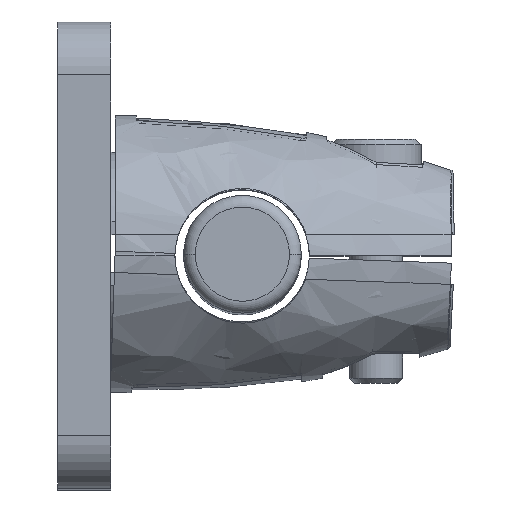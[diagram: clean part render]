
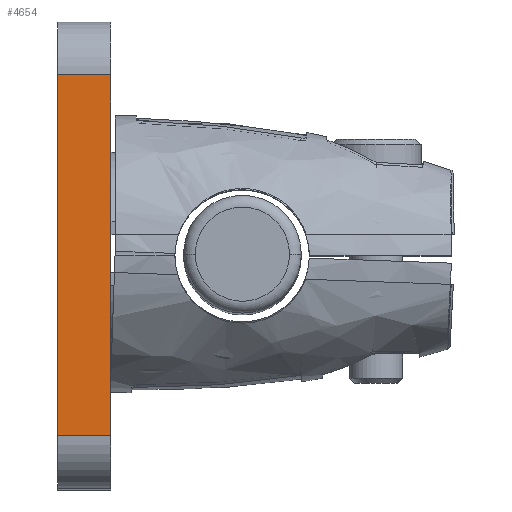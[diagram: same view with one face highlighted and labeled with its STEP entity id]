
A CAD part, top view. The second image highlights one B-rep face of the part: STEP entity #4654.
In plain terms, the highlighted planar face has unit normal (0, 0, 1).
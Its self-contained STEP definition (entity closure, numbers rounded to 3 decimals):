
#3588=DIRECTION('',(0.,-1.,0.));
#3589=VECTOR('',#3588,34.);
#3590=CARTESIAN_POINT('',(0.,-5.,38.15));
#3591=LINE('',#3590,#3589);
#3751=DIRECTION('',(0.,-1.,0.));
#3752=VECTOR('',#3751,34.);
#3753=CARTESIAN_POINT('',(5.,-5.,38.15));
#3754=LINE('',#3753,#3752);
#3882=DIRECTION('',(-1.,0.,0.));
#3883=VECTOR('',#3882,5.);
#3884=CARTESIAN_POINT('',(5.,-39.,38.15));
#3885=LINE('',#3884,#3883);
#3886=DIRECTION('',(-1.,0.,0.));
#3887=VECTOR('',#3886,5.);
#3888=CARTESIAN_POINT('',(5.,-5.,38.15));
#3889=LINE('',#3888,#3887);
#3955=CARTESIAN_POINT('',(0.,-39.,38.15));
#3957=VERTEX_POINT('',#3955);
#3958=CARTESIAN_POINT('',(5.,-39.,38.15));
#3959=VERTEX_POINT('',#3958);
#3978=CARTESIAN_POINT('',(0.,-5.,38.15));
#3980=VERTEX_POINT('',#3978);
#3984=CARTESIAN_POINT('',(5.,-5.,38.15));
#3985=VERTEX_POINT('',#3984);
#4642=CARTESIAN_POINT('',(0.,0.,38.15));
#4643=DIRECTION('',(0.,0.,1.));
#4644=DIRECTION('',(0.,-1.,0.));
#4645=AXIS2_PLACEMENT_3D('',#4642,#4643,#4644);
#4646=PLANE('',#4645);
#4647=ORIENTED_EDGE('',*,*,#4634,.T.);
#4648=ORIENTED_EDGE('',*,*,#4077,.F.);
#4650=ORIENTED_EDGE('',*,*,#4649,.F.);
#4651=ORIENTED_EDGE('',*,*,#4218,.T.);
#4652=EDGE_LOOP('',(#4647,#4648,#4650,#4651));
#4653=FACE_OUTER_BOUND('',#4652,.F.);
#4654=ADVANCED_FACE('',(#4653),#4646,.T.);
#4077=EDGE_CURVE('',#3980,#3957,#3591,.T.);
#4218=EDGE_CURVE('',#3985,#3959,#3754,.T.);
#4634=EDGE_CURVE('',#3959,#3957,#3885,.T.);
#4649=EDGE_CURVE('',#3985,#3980,#3889,.T.);
